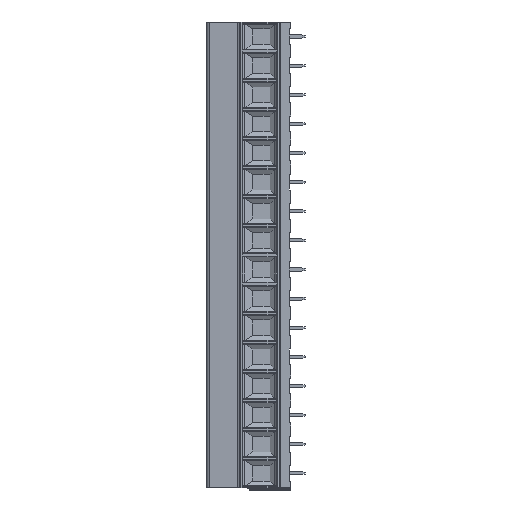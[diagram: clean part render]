
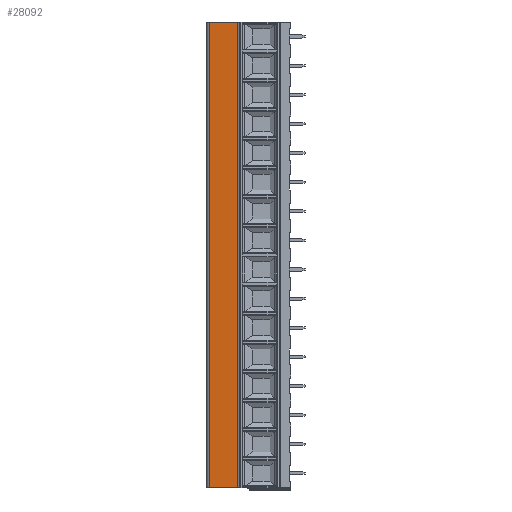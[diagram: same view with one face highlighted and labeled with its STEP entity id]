
A CAD part, left-side view. The second image highlights one B-rep face of the part: STEP entity #28092.
In plain terms, the highlighted planar face has unit normal (-0.996, 0.087, 0).
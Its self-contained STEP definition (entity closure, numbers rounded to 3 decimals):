
#84=DIRECTION('',(-0.087,-0.996,0.));
#85=VECTOR('',#84,9.977);
#86=CARTESIAN_POINT('',(-5.075,13.737,157.48));
#87=LINE('',#86,#85);
#7266=DIRECTION('',(0.,0.,-1.));
#7267=VECTOR('',#7266,162.56);
#7268=CARTESIAN_POINT('',(-5.075,13.737,157.48));
#7269=LINE('',#7268,#7267);
#7270=DIRECTION('',(0.,0.,-1.));
#7271=VECTOR('',#7270,162.56);
#7272=CARTESIAN_POINT('',(-5.945,3.798,157.48));
#7273=LINE('',#7272,#7271);
#7402=DIRECTION('',(-0.087,-0.996,0.));
#7403=VECTOR('',#7402,9.977);
#7404=CARTESIAN_POINT('',(-5.075,13.737,-5.08));
#7405=LINE('',#7404,#7403);
#15772=CARTESIAN_POINT('',(-5.075,13.737,157.48));
#15774=VERTEX_POINT('',#15772);
#15775=CARTESIAN_POINT('',(-5.945,3.798,157.48));
#15776=VERTEX_POINT('',#15775);
#15802=CARTESIAN_POINT('',(-5.075,13.737,-5.08));
#15804=VERTEX_POINT('',#15802);
#15805=CARTESIAN_POINT('',(-5.945,3.798,-5.08));
#15806=VERTEX_POINT('',#15805);
#28079=CARTESIAN_POINT('',(-5.075,13.737,157.48));
#28080=DIRECTION('',(-0.996,0.087,0.));
#28081=DIRECTION('',(-0.087,-0.996,0.));
#28082=AXIS2_PLACEMENT_3D('',#28079,#28080,#28081);
#28083=PLANE('',#28082);
#28084=ORIENTED_EDGE('',*,*,#20320,.T.);
#28086=ORIENTED_EDGE('',*,*,#28085,.T.);
#28088=ORIENTED_EDGE('',*,*,#28087,.F.);
#28089=ORIENTED_EDGE('',*,*,#28071,.F.);
#28090=EDGE_LOOP('',(#28084,#28086,#28088,#28089));
#28091=FACE_OUTER_BOUND('',#28090,.F.);
#20320=EDGE_CURVE('',#15774,#15776,#87,.T.);
#28071=EDGE_CURVE('',#15774,#15804,#7269,.T.);
#28085=EDGE_CURVE('',#15776,#15806,#7273,.T.);
#28087=EDGE_CURVE('',#15804,#15806,#7405,.T.);
#28092=ADVANCED_FACE('',(#28091),#28083,.T.);
